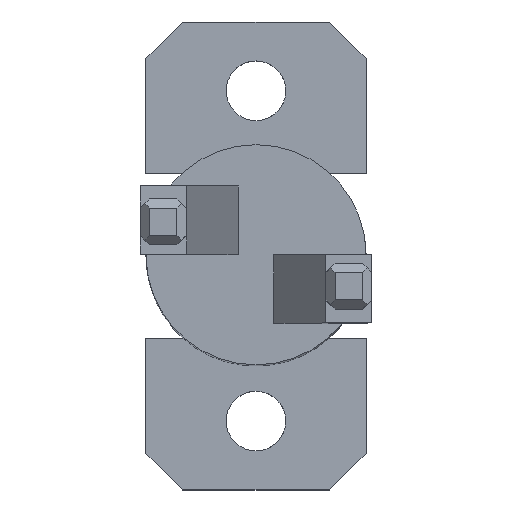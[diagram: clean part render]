
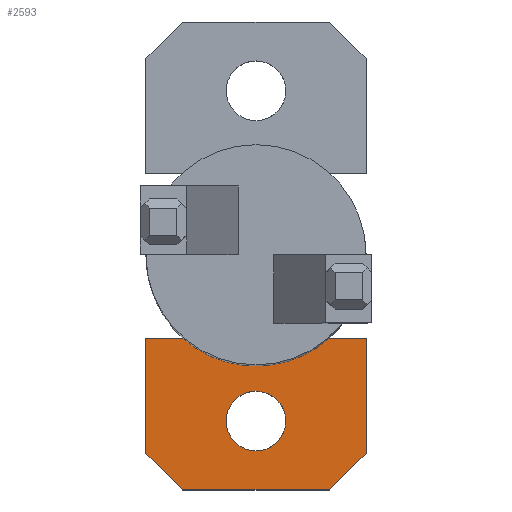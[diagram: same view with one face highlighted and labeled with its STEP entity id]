
A CAD part, top view. The second image highlights one B-rep face of the part: STEP entity #2593.
In plain terms, the highlighted planar face has unit normal (0, 0, 1).
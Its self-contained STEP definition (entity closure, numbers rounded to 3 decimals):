
#2478=AXIS2_PLACEMENT_3D('Circle Axis2P3D',#2476,#2477,$) ;
#2514=AXIS2_PLACEMENT_3D('Plane Axis2P3D',#2511,#2512,#2513) ;
#2476=CARTESIAN_POINT('Axis2P3D Location',(0.,-18.,-70.)) ;
#2480=CARTESIAN_POINT('Vertex',(0.,-14.75,-70.)) ;
#2482=CARTESIAN_POINT('Vertex',(0.,-21.25,-70.)) ;
#2511=CARTESIAN_POINT('Axis2P3D Location',(12.,-9.,-70.)) ;
#2516=CARTESIAN_POINT('Line Origine',(10.,-23.5,-70.)) ;
#2520=CARTESIAN_POINT('Vertex',(12.,-21.5,-70.)) ;
#2522=CARTESIAN_POINT('Vertex',(8.,-25.5,-70.)) ;
#2525=CARTESIAN_POINT('Line Origine',(12.,-15.25,-70.)) ;
#2529=CARTESIAN_POINT('Vertex',(12.,-9.,-70.)) ;
#2532=CARTESIAN_POINT('Line Origine',(0.,-9.,-70.)) ;
#2536=CARTESIAN_POINT('Vertex',(-12.,-9.,-70.)) ;
#2539=CARTESIAN_POINT('Line Origine',(-12.,-15.25,-70.)) ;
#2543=CARTESIAN_POINT('Vertex',(-12.,-21.5,-70.)) ;
#2546=CARTESIAN_POINT('Line Origine',(-10.,-23.5,-70.)) ;
#2550=CARTESIAN_POINT('Vertex',(-8.,-25.5,-70.)) ;
#2553=CARTESIAN_POINT('Line Origine',(0.,-25.5,-70.)) ;
#2567=CARTESIAN_POINT('Control Point',(0.,-21.25,-70.)) ;
#2568=CARTESIAN_POINT('Control Point',(0.353,-21.25,-70.)) ;
#2569=CARTESIAN_POINT('Control Point',(0.707,-21.202,-70.)) ;
#2570=CARTESIAN_POINT('Control Point',(1.051,-21.106,-70.)) ;
#2571=CARTESIAN_POINT('Control Point',(1.705,-20.823,-70.)) ;
#2572=CARTESIAN_POINT('Control Point',(2.261,-20.375,-70.)) ;
#2573=CARTESIAN_POINT('Control Point',(2.506,-20.115,-70.)) ;
#2574=CARTESIAN_POINT('Control Point',(2.919,-19.534,-70.)) ;
#2575=CARTESIAN_POINT('Control Point',(3.163,-18.864,-70.)) ;
#2576=CARTESIAN_POINT('Control Point',(3.238,-18.514,-70.)) ;
#2577=CARTESIAN_POINT('Control Point',(3.292,-17.803,-70.)) ;
#2578=CARTESIAN_POINT('Control Point',(3.154,-17.104,-70.)) ;
#2579=CARTESIAN_POINT('Control Point',(3.038,-16.765,-70.)) ;
#2580=CARTESIAN_POINT('Control Point',(2.716,-16.129,-70.)) ;
#2581=CARTESIAN_POINT('Control Point',(2.236,-15.602,-70.)) ;
#2582=CARTESIAN_POINT('Control Point',(1.962,-15.372,-70.)) ;
#2583=CARTESIAN_POINT('Control Point',(1.424,-15.036,-70.)) ;
#2584=CARTESIAN_POINT('Control Point',(0.823,-14.838,-70.)) ;
#2585=CARTESIAN_POINT('Control Point',(0.551,-14.779,-70.)) ;
#2586=CARTESIAN_POINT('Control Point',(0.276,-14.75,-70.)) ;
#2587=CARTESIAN_POINT('Control Point',(0.,-14.75,-70.)) ;
#2477=DIRECTION('Axis2P3D Direction',(0.,0.,-1.)) ;
#2512=DIRECTION('Axis2P3D Direction',(0.,0.,-1.)) ;
#2513=DIRECTION('Axis2P3D XDirection',(0.,1.,0.)) ;
#2517=DIRECTION('Vector Direction',(-0.707,-0.707,0.)) ;
#2526=DIRECTION('Vector Direction',(0.,-1.,0.)) ;
#2533=DIRECTION('Vector Direction',(1.,0.,0.)) ;
#2540=DIRECTION('Vector Direction',(0.,1.,0.)) ;
#2547=DIRECTION('Vector Direction',(-0.707,0.707,0.)) ;
#2554=DIRECTION('Vector Direction',(-1.,0.,0.)) ;
#2518=VECTOR('Line Direction',#2517,1.) ;
#2527=VECTOR('Line Direction',#2526,1.) ;
#2534=VECTOR('Line Direction',#2533,1.) ;
#2541=VECTOR('Line Direction',#2540,1.) ;
#2548=VECTOR('Line Direction',#2547,1.) ;
#2555=VECTOR('Line Direction',#2554,1.) ;
#2559=ORIENTED_EDGE('',*,*,#2524,.F.) ;
#2560=ORIENTED_EDGE('',*,*,#2531,.F.) ;
#2561=ORIENTED_EDGE('',*,*,#2538,.F.) ;
#2562=ORIENTED_EDGE('',*,*,#2545,.F.) ;
#2563=ORIENTED_EDGE('',*,*,#2552,.F.) ;
#2564=ORIENTED_EDGE('',*,*,#2557,.F.) ;
#2590=ORIENTED_EDGE('',*,*,#2484,.F.) ;
#2591=ORIENTED_EDGE('',*,*,#2588,.F.) ;
#2592=FACE_BOUND('',#2589,.T.) ;
#2593=ADVANCED_FACE('02_\X2\53D64ED899D2\X0\1',(#2565,#2592),#2515,.F.) ;
#2566=B_SPLINE_CURVE_WITH_KNOTS('',5,(#2567,#2568,#2569,#2570,#2571,#2572,#2573,#2574,#2575,#2576,#2577,#2578,#2579,#2580,#2581,#2582,#2583,#2584,#2585,#2586,#2587),.UNSPECIFIED.,.F.,.U.,(6,3,3,3,3,3,6),(0.,2.498,4.996,7.494,9.992,12.49,14.439),.UNSPECIFIED.) ;
#2479=CIRCLE('generated circle',#2478,3.25) ;
#2484=EDGE_CURVE('',#2481,#2483,#2479,.F.) ;
#2524=EDGE_CURVE('',#2521,#2523,#2519,.T.) ;
#2531=EDGE_CURVE('',#2530,#2521,#2528,.T.) ;
#2538=EDGE_CURVE('',#2537,#2530,#2535,.T.) ;
#2545=EDGE_CURVE('',#2544,#2537,#2542,.T.) ;
#2552=EDGE_CURVE('',#2551,#2544,#2549,.T.) ;
#2557=EDGE_CURVE('',#2523,#2551,#2556,.T.) ;
#2588=EDGE_CURVE('',#2483,#2481,#2566,.T.) ;
#2558=EDGE_LOOP('',(#2559,#2560,#2561,#2562,#2563,#2564)) ;
#2589=EDGE_LOOP('',(#2590,#2591)) ;
#2565=FACE_OUTER_BOUND('',#2558,.T.) ;
#2519=LINE('Line',#2516,#2518) ;
#2528=LINE('Line',#2525,#2527) ;
#2535=LINE('Line',#2532,#2534) ;
#2542=LINE('Line',#2539,#2541) ;
#2549=LINE('Line',#2546,#2548) ;
#2556=LINE('Line',#2553,#2555) ;
#2515=PLANE('Plane',#2514) ;
#2481=VERTEX_POINT('',#2480) ;
#2483=VERTEX_POINT('',#2482) ;
#2521=VERTEX_POINT('',#2520) ;
#2523=VERTEX_POINT('',#2522) ;
#2530=VERTEX_POINT('',#2529) ;
#2537=VERTEX_POINT('',#2536) ;
#2544=VERTEX_POINT('',#2543) ;
#2551=VERTEX_POINT('',#2550) ;
